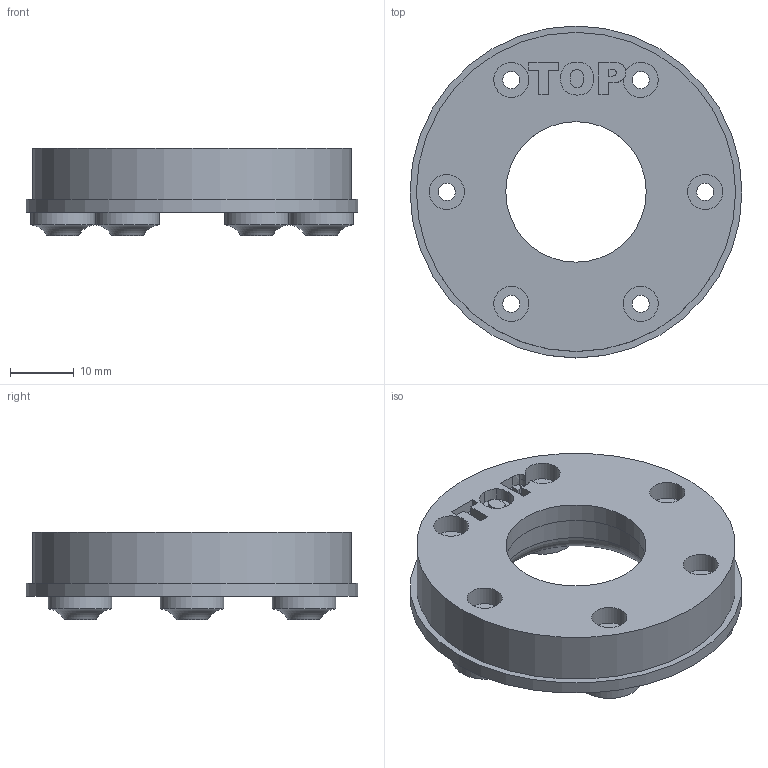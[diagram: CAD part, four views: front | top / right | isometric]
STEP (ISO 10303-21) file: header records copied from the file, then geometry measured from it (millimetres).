
FILE_DESCRIPTION(/* description */ (''),/* implementation_level */ '2;1');
FILE_NAME(/* name */ 'Cyclodial Driver Interior Top.step',/* time_stamp */ '2025-10-02T11:08:08+01:00',/* author */ (''),/* organization */ (''),/* preprocessor_version */ 'ST-DEVELOPER v20.1',/* originating_system */ 'Autodesk Translation Framework v14.10.0.0',/* authorisation */ '');
FILE_SCHEMA (('AUTOMOTIVE_DESIGN { 1 0 10303 214 3 1 1 }'));
Length unit declared in the file: millimetre
Products named in the file (2): Cyclodial Drive v4.4; Interior
Assembly tree (1 placements, depth 2):
  Cyclodial Drive v4.4
    Interior
Bounding box: 52 x 52 x 13.7 mm (x, y, z)
Volume: 15894.2 mm3; surface area: 7071.7 mm2
Topology: 1 solids, 1 shells, 108 faces, 238 edges, 156 vertices
Faces by surface type: plane 43, bspline 30, cylinder 28, torus 7
Full cylindrical faces by diameter (mm): 2.7 x6, 2.9 x6, 5.5 x5, 10 x6, 22 x1, 24 x1, 50 x1, 52 x1
Entity records: 3353 total; most frequent: CARTESIAN_POINT 1008, ORIENTED_EDGE 476, DIRECTION 411, EDGE_CURVE 238, VERTEX_POINT 156, AXIS2_PLACEMENT_3D 152, EDGE_LOOP 146, FACE_OUTER_BOUND 108
